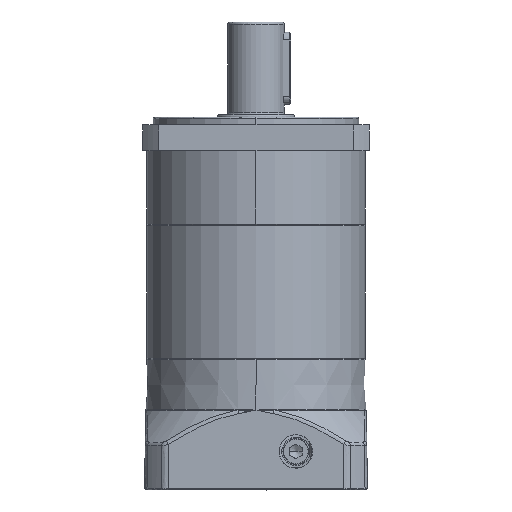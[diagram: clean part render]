
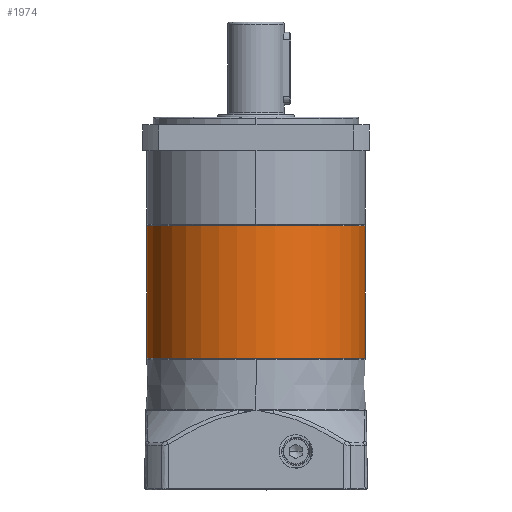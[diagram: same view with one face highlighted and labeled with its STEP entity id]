
A CAD part, left-side view. The second image highlights one B-rep face of the part: STEP entity #1974.
In plain terms, the highlighted cylindrical face has radius 42.5 mm (diameter 85 mm), a partial arc.
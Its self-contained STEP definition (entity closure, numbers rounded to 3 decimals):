
#683 = CARTESIAN_POINT ( 'NONE',  ( 0., 51.7, 42.5 ) ) ;
#1974 = ADVANCED_FACE ( 'NONE', ( #30153 ), #20862, .T. ) ;
#3032 = CARTESIAN_POINT ( 'NONE',  ( 0., 0.3, -42.5 ) ) ;
#3389 = EDGE_CURVE ( 'NONE', #9572, #30640, #17017, .T. ) ;
#4222 = CIRCLE ( 'NONE', #13517, 42.5 ) ;
#5085 = ORIENTED_EDGE ( 'NONE', *, *, #3389, .T. ) ;
#5416 = LINE ( 'NONE', #27776, #30675 ) ;
#7035 = AXIS2_PLACEMENT_3D ( 'NONE', #10009, #9972, #9936 ) ;
#7121 = VECTOR ( 'NONE', #18156, 1000. ) ;
#8403 = VERTEX_POINT ( 'NONE', #22690 ) ;
#9050 = EDGE_LOOP ( 'NONE', ( #17557, #5085, #15835, #11772, #31713 ) ) ;
#9572 = VERTEX_POINT ( 'NONE', #683 ) ;
#9936 = DIRECTION ( 'NONE',  ( 0., 0., -1. ) ) ;
#9972 = DIRECTION ( 'NONE',  ( 0., -1., 0. ) ) ;
#10009 = CARTESIAN_POINT ( 'NONE',  ( 0., 51.7, 0. ) ) ;
#11772 = ORIENTED_EDGE ( 'NONE', *, *, #22861, .T. ) ;
#12028 = AXIS2_PLACEMENT_3D ( 'NONE', #32666, #32565, #32686 ) ;
#12701 = AXIS2_PLACEMENT_3D ( 'NONE', #21170, #21107, #21097 ) ;
#13517 = AXIS2_PLACEMENT_3D ( 'NONE', #16099, #16061, #15990 ) ;
#13763 = EDGE_CURVE ( 'NONE', #31354, #18674, #4222, .T. ) ;
#14250 = CIRCLE ( 'NONE', #12701, 42.5 ) ;
#14342 = CARTESIAN_POINT ( 'NONE',  ( -42.5, 51.7, 0. ) ) ;
#15174 = CARTESIAN_POINT ( 'NONE',  ( 0., 0.3, 42.5 ) ) ;
#15835 = ORIENTED_EDGE ( 'NONE', *, *, #20534, .T. ) ;
#15990 = DIRECTION ( 'NONE',  ( 0., 0., -1. ) ) ;
#16004 = EDGE_CURVE ( 'NONE', #9572, #18674, #5416, .T. ) ;
#16061 = DIRECTION ( 'NONE',  ( 0., 1., 0. ) ) ;
#16099 = CARTESIAN_POINT ( 'NONE',  ( 0., 0.3, 0. ) ) ;
#17017 = CIRCLE ( 'NONE', #7035, 42.5 ) ;
#17557 = ORIENTED_EDGE ( 'NONE', *, *, #16004, .F. ) ;
#18156 = DIRECTION ( 'NONE',  ( 0., -1., 0. ) ) ;
#18432 = CARTESIAN_POINT ( 'NONE',  ( 0., 52., -42.5 ) ) ;
#18674 = VERTEX_POINT ( 'NONE', #15174 ) ;
#20534 = EDGE_CURVE ( 'NONE', #30640, #8403, #14250, .T. ) ;
#20862 = CYLINDRICAL_SURFACE ( 'NONE', #12028, 42.5 ) ;
#21097 = DIRECTION ( 'NONE',  ( 0., 0., -1. ) ) ;
#21107 = DIRECTION ( 'NONE',  ( 0., -1., 0. ) ) ;
#21170 = CARTESIAN_POINT ( 'NONE',  ( 0., 51.7, 0. ) ) ;
#22690 = CARTESIAN_POINT ( 'NONE',  ( 0., 51.7, -42.5 ) ) ;
#22861 = EDGE_CURVE ( 'NONE', #8403, #31354, #27383, .T. ) ;
#27027 = DIRECTION ( 'NONE',  ( 0., -1., 0. ) ) ;
#27383 = LINE ( 'NONE', #18432, #7121 ) ;
#27776 = CARTESIAN_POINT ( 'NONE',  ( 0., 52., 42.5 ) ) ;
#30153 = FACE_OUTER_BOUND ( 'NONE', #9050, .T. ) ;
#30640 = VERTEX_POINT ( 'NONE', #14342 ) ;
#30675 = VECTOR ( 'NONE', #27027, 1000. ) ;
#31354 = VERTEX_POINT ( 'NONE', #3032 ) ;
#31713 = ORIENTED_EDGE ( 'NONE', *, *, #13763, .T. ) ;
#32565 = DIRECTION ( 'NONE',  ( 0., -1., 0. ) ) ;
#32666 = CARTESIAN_POINT ( 'NONE',  ( 0., 52., 0. ) ) ;
#32686 = DIRECTION ( 'NONE',  ( 0., 0., -1. ) ) ;
